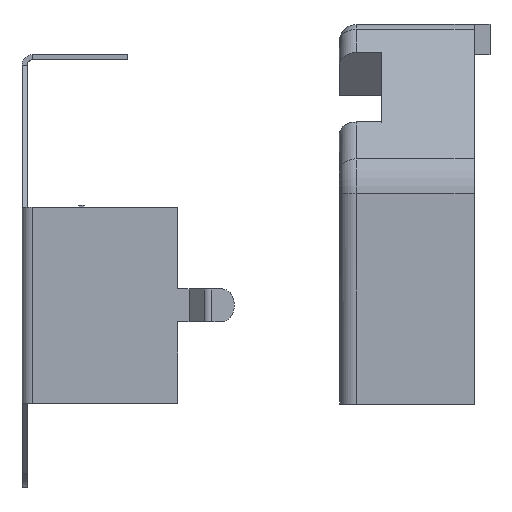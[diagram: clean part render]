
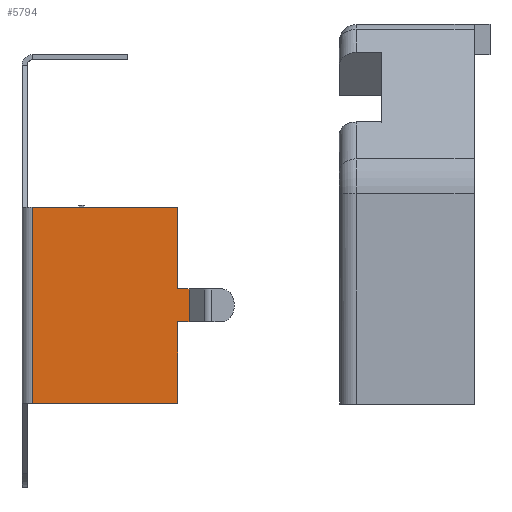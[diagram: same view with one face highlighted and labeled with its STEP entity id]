
A CAD part, left-side view. The second image highlights one B-rep face of the part: STEP entity #5794.
In plain terms, the highlighted planar face has unit normal (-1, 0, 0).
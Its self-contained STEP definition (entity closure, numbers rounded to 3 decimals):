
#6 = CARTESIAN_POINT ( 'NONE',  ( -12.841, 9.655, 2.473 ) ) ;
#7 = DIRECTION ( 'NONE',  ( 0., -1., 0. ) ) ;
#8 = DIRECTION ( 'NONE',  ( 1., 0., 0. ) ) ;
#9 = AXIS2_PLACEMENT_3D ( 'NONE', #22, #8, #7 ) ;
#18 = PLANE ( 'NONE',  #9 ) ;
#22 = CARTESIAN_POINT ( 'NONE',  ( -12.841, 16.894, -1.451 ) ) ;
#24 = FACE_OUTER_BOUND ( 'NONE', #5798, .T. ) ;
#52 = DIRECTION ( 'NONE',  ( 0., 0., 1. ) ) ;
#53 = VECTOR ( 'NONE', #52, 1000. ) ;
#67 = CARTESIAN_POINT ( 'NONE',  ( -12.841, 16.64, 2.473 ) ) ;
#68 = LINE ( 'NONE', #67, #53 ) ;
#5592 = VERTEX_POINT ( 'NONE', #7188 ) ;
#5598 = VERTEX_POINT ( 'NONE', #7233 ) ;
#5759 = VERTEX_POINT ( 'NONE', #8081 ) ;
#5760 = VERTEX_POINT ( 'NONE', #8145 ) ;
#5762 = ORIENTED_EDGE ( 'NONE', *, *, #5763, .T. ) ;
#5763 = EDGE_CURVE ( 'NONE', #5759, #5760, #8139, .T. ) ;
#5764 = EDGE_CURVE ( 'NONE', #5768, #5759, #8090, .T. ) ;
#5765 = EDGE_CURVE ( 'NONE', #5773, #5768, #8107, .T. ) ;
#5766 = ORIENTED_EDGE ( 'NONE', *, *, #5767, .T. ) ;
#5767 = EDGE_CURVE ( 'NONE', #5760, #5799, #8102, .T. ) ;
#5768 = VERTEX_POINT ( 'NONE', #8174 ) ;
#5769 = ORIENTED_EDGE ( 'NONE', *, *, #5789, .T. ) ;
#5770 = ORIENTED_EDGE ( 'NONE', *, *, #5764, .T. ) ;
#5773 = VERTEX_POINT ( 'NONE', #8159 ) ;
#5774 = EDGE_CURVE ( 'NONE', #5778, #5773, #8179, .T. ) ;
#5775 = ORIENTED_EDGE ( 'NONE', *, *, #5774, .T. ) ;
#5778 = VERTEX_POINT ( 'NONE', #8160 ) ;
#5789 = EDGE_CURVE ( 'NONE', #5799, #5598, #8187, .T. ) ;
#5790 = ORIENTED_EDGE ( 'NONE', *, *, #5812, .F. ) ;
#5791 = EDGE_CURVE ( 'NONE', #5592, #5778, #8196, .T. ) ;
#5794 = ADVANCED_FACE ( 'NONE', ( #24 ), #18, .F. ) ;
#5798 = EDGE_LOOP ( 'NONE', ( #5790, #5805, #5775, #5801, #5770, #5762, #5766, #5769 ) ) ;
#5799 = VERTEX_POINT ( 'NONE', #6 ) ;
#5801 = ORIENTED_EDGE ( 'NONE', *, *, #5765, .T. ) ;
#5805 = ORIENTED_EDGE ( 'NONE', *, *, #5791, .T. ) ;
#5812 = EDGE_CURVE ( 'NONE', #5592, #5598, #68, .T. ) ;
#7188 = CARTESIAN_POINT ( 'NONE',  ( -12.841, 16.64, -6.95 ) ) ;
#7233 = CARTESIAN_POINT ( 'NONE',  ( -12.841, 16.64, 2.473 ) ) ;
#8017 = DIRECTION ( 'NONE',  ( 0., 0., 1. ) ) ;
#8022 = VECTOR ( 'NONE', #8017, 1000. ) ;
#8081 = CARTESIAN_POINT ( 'NONE',  ( -12.841, 9.121, -1.451 ) ) ;
#8087 = DIRECTION ( 'NONE',  ( 0., 0., 1. ) ) ;
#8088 = VECTOR ( 'NONE', #8087, 1000. ) ;
#8089 = CARTESIAN_POINT ( 'NONE',  ( -12.841, 9.121, -1.451 ) ) ;
#8090 = LINE ( 'NONE', #8089, #8088 ) ;
#8101 = CARTESIAN_POINT ( 'NONE',  ( -12.841, 9.655, -1.451 ) ) ;
#8102 = LINE ( 'NONE', #8101, #8022 ) ;
#8104 = DIRECTION ( 'NONE',  ( 0., -1., 0. ) ) ;
#8105 = VECTOR ( 'NONE', #8104, 1000. ) ;
#8106 = CARTESIAN_POINT ( 'NONE',  ( -12.841, 16.894, -3.026 ) ) ;
#8107 = LINE ( 'NONE', #8106, #8105 ) ;
#8136 = DIRECTION ( 'NONE',  ( 0., 1., 0. ) ) ;
#8137 = VECTOR ( 'NONE', #8136, 1000. ) ;
#8138 = CARTESIAN_POINT ( 'NONE',  ( -12.841, 16.894, -1.451 ) ) ;
#8139 = LINE ( 'NONE', #8138, #8137 ) ;
#8145 = CARTESIAN_POINT ( 'NONE',  ( -12.841, 9.655, -1.451 ) ) ;
#8151 = VECTOR ( 'NONE', #8161, 1000. ) ;
#8159 = CARTESIAN_POINT ( 'NONE',  ( -12.841, 9.655, -3.026 ) ) ;
#8160 = CARTESIAN_POINT ( 'NONE',  ( -12.841, 9.655, -6.95 ) ) ;
#8161 = DIRECTION ( 'NONE',  ( 0., 0., 1. ) ) ;
#8174 = CARTESIAN_POINT ( 'NONE',  ( -12.841, 9.121, -3.026 ) ) ;
#8178 = CARTESIAN_POINT ( 'NONE',  ( -12.841, 9.655, -1.451 ) ) ;
#8179 = LINE ( 'NONE', #8178, #8151 ) ;
#8184 = DIRECTION ( 'NONE',  ( 0., 1., 0. ) ) ;
#8185 = VECTOR ( 'NONE', #8184, 1000. ) ;
#8186 = CARTESIAN_POINT ( 'NONE',  ( -12.841, 16.894, 2.473 ) ) ;
#8187 = LINE ( 'NONE', #8186, #8185 ) ;
#8193 = DIRECTION ( 'NONE',  ( 0., -1., 0. ) ) ;
#8194 = VECTOR ( 'NONE', #8193, 1000. ) ;
#8195 = CARTESIAN_POINT ( 'NONE',  ( -12.841, 16.894, -6.95 ) ) ;
#8196 = LINE ( 'NONE', #8195, #8194 ) ;
